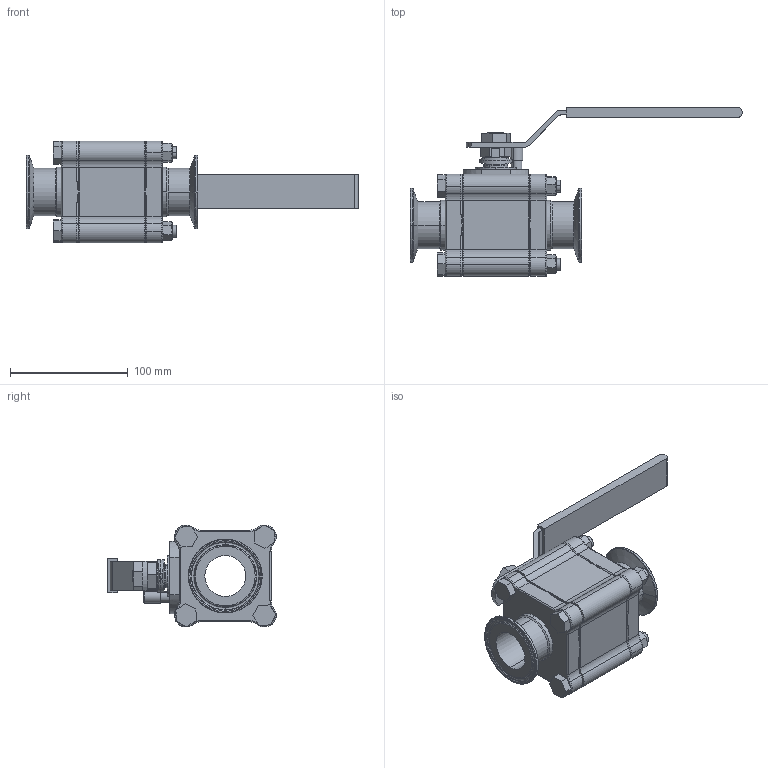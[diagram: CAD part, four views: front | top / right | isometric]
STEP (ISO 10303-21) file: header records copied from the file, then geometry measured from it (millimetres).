
FILE_DESCRIPTION (( 'STEP AP203' ), '1' );
FILE_NAME ('9020-150-TC.STEP', '2017-05-03T13:22:37', ( '' ), ( '' ), 'SwSTEP 2.0', 'SolidWorks 2014', '' );
FILE_SCHEMA (( 'CONFIG_CONTROL_DESIGN' ));
Length unit declared in the file: inch
Products named in the file (1): 9020-150-TC
Bounding box: 282.33 x 143.2 x 86.6 mm (x, y, z)
Volume: 463098.5 mm3; surface area: 176988.2 mm2
Topology: 24 solids, 24 shells, 753 faces, 1847 edges, 1152 vertices
Faces by surface type: cylinder 263, plane 212, bspline 112, cone 93, torus 68, sphere 5
Entity records: 29151 total; most frequent: CARTESIAN_POINT 12429, ORIENTED_EDGE 3652, DIRECTION 3251, EDGE_CURVE 1826, AXIS2_PLACEMENT_3D 1300, VERTEX_POINT 1149, EDGE_LOOP 841, ADVANCED_FACE 753
